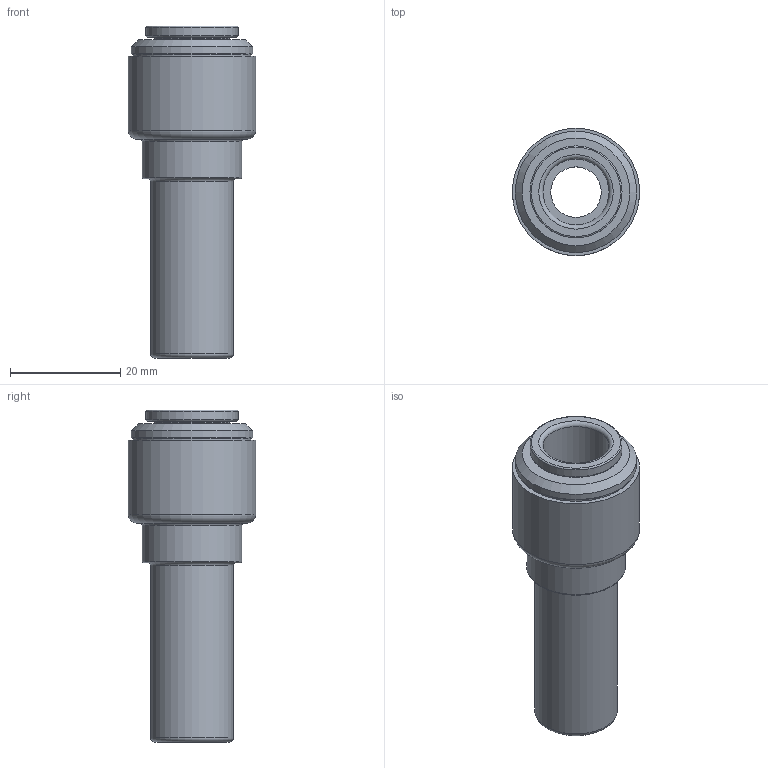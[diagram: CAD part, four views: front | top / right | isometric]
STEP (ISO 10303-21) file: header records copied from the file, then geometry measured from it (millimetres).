
FILE_DESCRIPTION(/* description */ ('STEP AP214'),/* implementation_level */ '2;1');
FILE_NAME(/* name */ '177701_CQ-15H-12',/* time_stamp */ '2024-08-07T21:57:50+02:00',/* author */ ('License CC BY-ND 4.0'),/* organization */ ('CADENAS'),/* preprocessor_version */ 'ST-DEVELOPER v19.3',/* originating_system */ 'PARTsolutions',/* authorisation */ ' ');
FILE_SCHEMA (('AUTOMOTIVE_DESIGN {1 0 10303 214 3 1 1}'));
Length unit declared in the file: millimetre
Products named in the file (1): 177701 CQ-15H-12
Bounding box: 23.1 x 23.1 x 60.2 mm (x, y, z)
Volume: 9293.6 mm3; surface area: 6203.3 mm2
Topology: 1 solids, 1 shells, 32 faces, 55 edges, 32 vertices
Faces by surface type: torus 11, cylinder 10, plane 9, cone 2
Full cylindrical faces by diameter (mm): 9.15 x1, 11 x1, 12 x1, 13.7 x1, 15 x1, 16.7 x1, 18 x1, 21.4 x1, 22 x1, 23.1 x1
Entity records: 678 total; most frequent: DIRECTION 130, CARTESIAN_POINT 97, AXIS2_PLACEMENT_3D 65, ORIENTED_EDGE 64, EDGE_LOOP 64, FACE_BOUND 64, EDGE_CURVE 32, VERTEX_POINT 32
